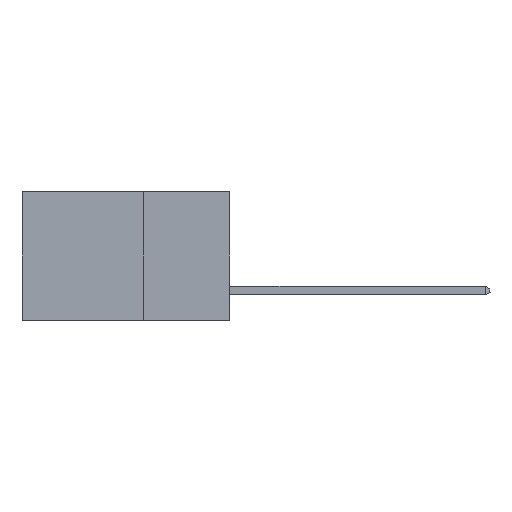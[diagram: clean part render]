
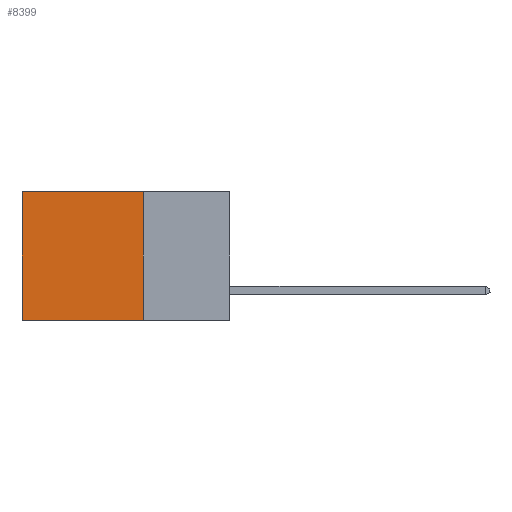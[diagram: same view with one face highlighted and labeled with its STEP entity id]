
A CAD part, left-side view. The second image highlights one B-rep face of the part: STEP entity #8399.
In plain terms, the highlighted planar face has unit normal (-1, 0, 0).
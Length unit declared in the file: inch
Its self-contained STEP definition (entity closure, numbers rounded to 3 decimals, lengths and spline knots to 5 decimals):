
#174 = EDGE_CURVE ( 'NONE', #8237, #16324, #10464, .T. ) ;
#451 = FACE_OUTER_BOUND ( 'NONE', #4397, .T. ) ;
#1184 = DIRECTION ( 'NONE',  ( 0., 1., 0. ) ) ;
#1243 = CARTESIAN_POINT ( 'NONE',  ( 0.298, 0.25, -0.37 ) ) ;
#1696 = CARTESIAN_POINT ( 'NONE',  ( 0.298, 0.6, 0. ) ) ;
#1698 = CARTESIAN_POINT ( 'NONE',  ( 0.298, 0.6, -0.37 ) ) ;
#2678 = CARTESIAN_POINT ( 'NONE',  ( 0.298, 0.25, 0. ) ) ;
#2948 = VECTOR ( 'NONE', #12093, 39.37008 ) ;
#3172 = CARTESIAN_POINT ( 'NONE',  ( 0.298, 0.25, 0. ) ) ;
#3853 = ORIENTED_EDGE ( 'NONE', *, *, #11639, .F. ) ;
#4397 = EDGE_LOOP ( 'NONE', ( #7134, #8121, #3853, #15384 ) ) ;
#4746 = EDGE_CURVE ( 'NONE', #6231, #16324, #8294, .T. ) ;
#5290 = PLANE ( 'NONE',  #8493 ) ;
#6231 = VERTEX_POINT ( 'NONE', #7764 ) ;
#6469 = DIRECTION ( 'NONE',  ( 0., 0., -1. ) ) ;
#6765 = CARTESIAN_POINT ( 'NONE',  ( 0.298, 0.25, 0. ) ) ;
#6886 = LINE ( 'NONE', #16852, #15627 ) ;
#6994 = CARTESIAN_POINT ( 'NONE',  ( 0.298, 0.6, 0. ) ) ;
#7134 = ORIENTED_EDGE ( 'NONE', *, *, #174, .T. ) ;
#7764 = CARTESIAN_POINT ( 'NONE',  ( 0.298, 0.25, -0.37 ) ) ;
#7886 = LINE ( 'NONE', #6765, #9542 ) ;
#8121 = ORIENTED_EDGE ( 'NONE', *, *, #4746, .F. ) ;
#8237 = VERTEX_POINT ( 'NONE', #6994 ) ;
#8294 = LINE ( 'NONE', #1243, #11340 ) ;
#8399 = ADVANCED_FACE ( 'NONE', ( #451 ), #5290, .F. ) ;
#8493 = AXIS2_PLACEMENT_3D ( 'NONE', #2678, #15703, #6469 ) ;
#9542 = VECTOR ( 'NONE', #15872, 39.37008 ) ;
#10186 = DIRECTION ( 'NONE',  ( 0., 1., 0. ) ) ;
#10464 = LINE ( 'NONE', #1696, #2948 ) ;
#11340 = VECTOR ( 'NONE', #1184, 39.37008 ) ;
#11639 = EDGE_CURVE ( 'NONE', #13674, #6231, #7886, .T. ) ;
#11761 = EDGE_CURVE ( 'NONE', #13674, #8237, #6886, .T. ) ;
#12093 = DIRECTION ( 'NONE',  ( 0., 0., -1. ) ) ;
#13674 = VERTEX_POINT ( 'NONE', #3172 ) ;
#15384 = ORIENTED_EDGE ( 'NONE', *, *, #11761, .T. ) ;
#15627 = VECTOR ( 'NONE', #10186, 39.37008 ) ;
#15703 = DIRECTION ( 'NONE',  ( 1., 0., 0. ) ) ;
#15872 = DIRECTION ( 'NONE',  ( 0., 0., -1. ) ) ;
#16324 = VERTEX_POINT ( 'NONE', #1698 ) ;
#16852 = CARTESIAN_POINT ( 'NONE',  ( 0.298, 0.25, 0. ) ) ;
